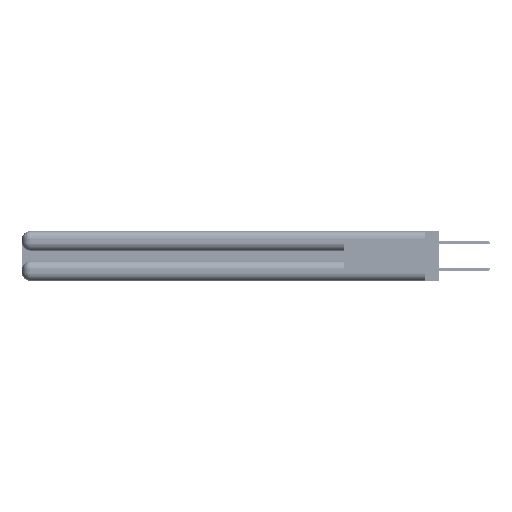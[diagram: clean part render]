
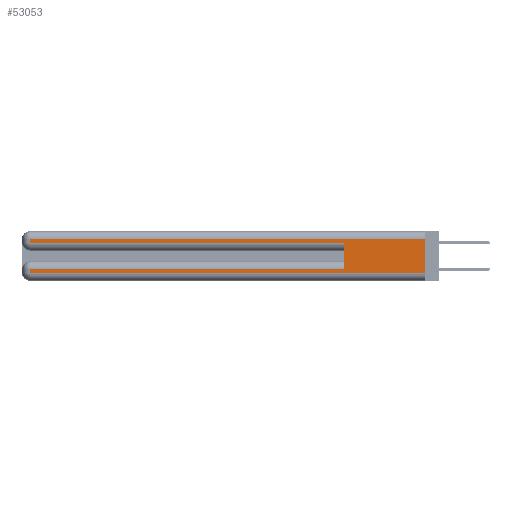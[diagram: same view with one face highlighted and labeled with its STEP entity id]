
A CAD part, left-side view. The second image highlights one B-rep face of the part: STEP entity #53053.
In plain terms, the highlighted planar face has unit normal (-1, 0, 0).
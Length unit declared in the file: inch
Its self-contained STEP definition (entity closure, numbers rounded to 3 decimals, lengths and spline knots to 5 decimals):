
#3264 = DIRECTION ( 'NONE',  ( 0., 0., -1. ) ) ;
#3483 = CARTESIAN_POINT ( 'NONE',  ( 0., 2.94, 0.31 ) ) ;
#3987 = CARTESIAN_POINT ( 'NONE',  ( 0., 0., 0.31 ) ) ;
#4348 = ORIENTED_EDGE ( 'NONE', *, *, #53850, .T. ) ;
#5577 = CARTESIAN_POINT ( 'NONE',  ( 0., 0.6, 0.085 ) ) ;
#6186 = VECTOR ( 'NONE', #6679, 39.37008 ) ;
#6378 = ORIENTED_EDGE ( 'NONE', *, *, #22450, .T. ) ;
#6679 = DIRECTION ( 'NONE',  ( 0., 0., -1. ) ) ;
#7522 = EDGE_CURVE ( 'NONE', #46984, #55219, #43088, .T. ) ;
#7673 = VECTOR ( 'NONE', #28071, 39.37008 ) ;
#10365 = LINE ( 'NONE', #50621, #6186 ) ;
#11362 = ORIENTED_EDGE ( 'NONE', *, *, #39242, .T. ) ;
#11383 = ORIENTED_EDGE ( 'NONE', *, *, #25800, .T. ) ;
#14344 = VERTEX_POINT ( 'NONE', #3987 ) ;
#14528 = VERTEX_POINT ( 'NONE', #49135 ) ;
#14589 = VERTEX_POINT ( 'NONE', #23182 ) ;
#14721 = CARTESIAN_POINT ( 'NONE',  ( 0., 2.94, 0.37 ) ) ;
#15088 = CARTESIAN_POINT ( 'NONE',  ( 0., 0., 0.31 ) ) ;
#15336 = AXIS2_PLACEMENT_3D ( 'NONE', #51603, #25309, #55967 ) ;
#16862 = VERTEX_POINT ( 'NONE', #3483 ) ;
#17517 = CARTESIAN_POINT ( 'NONE',  ( 0., 0., 0.06 ) ) ;
#19825 = VECTOR ( 'NONE', #39050, 39.37008 ) ;
#20655 = LINE ( 'NONE', #26004, #35541 ) ;
#20839 = PLANE ( 'NONE',  #15336 ) ;
#21977 = DIRECTION ( 'NONE',  ( 0., -1., 0. ) ) ;
#22450 = EDGE_CURVE ( 'NONE', #14344, #16862, #30149, .T. ) ;
#22712 = LINE ( 'NONE', #17517, #56337 ) ;
#23182 = CARTESIAN_POINT ( 'NONE',  ( 0., 2.94, 0.085 ) ) ;
#24269 = LINE ( 'NONE', #47314, #46278 ) ;
#25309 = DIRECTION ( 'NONE',  ( 1., 0., 0. ) ) ;
#25800 = EDGE_CURVE ( 'NONE', #14589, #14528, #24269, .T. ) ;
#26004 = CARTESIAN_POINT ( 'NONE',  ( 0., 0.6, 0.145 ) ) ;
#26022 = CARTESIAN_POINT ( 'NONE',  ( 0., 0., 0.085 ) ) ;
#27163 = EDGE_CURVE ( 'NONE', #14528, #31624, #22712, .T. ) ;
#28071 = DIRECTION ( 'NONE',  ( 0., 0., -1. ) ) ;
#29436 = ORIENTED_EDGE ( 'NONE', *, *, #41758, .F. ) ;
#30149 = LINE ( 'NONE', #15088, #31521 ) ;
#31231 = LINE ( 'NONE', #14721, #7673 ) ;
#31273 = DIRECTION ( 'NONE',  ( 0., -1., 0. ) ) ;
#31420 = VECTOR ( 'NONE', #31273, 39.37008 ) ;
#31521 = VECTOR ( 'NONE', #45925, 39.37008 ) ;
#31624 = VERTEX_POINT ( 'NONE', #51846 ) ;
#35541 = VECTOR ( 'NONE', #52260, 39.37008 ) ;
#35601 = CARTESIAN_POINT ( 'NONE',  ( 0., 2.94, 0.285 ) ) ;
#35638 = ORIENTED_EDGE ( 'NONE', *, *, #7522, .T. ) ;
#35644 = EDGE_LOOP ( 'NONE', ( #51867, #6378, #11362, #35638, #29436, #4348, #11383, #42940 ) ) ;
#36468 = FACE_OUTER_BOUND ( 'NONE', #35644, .T. ) ;
#39050 = DIRECTION ( 'NONE',  ( 0., 1., 0. ) ) ;
#39242 = EDGE_CURVE ( 'NONE', #16862, #46984, #31231, .T. ) ;
#40851 = EDGE_CURVE ( 'NONE', #14344, #31624, #10365, .T. ) ;
#41758 = EDGE_CURVE ( 'NONE', #47704, #55219, #20655, .T. ) ;
#42940 = ORIENTED_EDGE ( 'NONE', *, *, #27163, .T. ) ;
#43088 = LINE ( 'NONE', #53145, #31420 ) ;
#43882 = CARTESIAN_POINT ( 'NONE',  ( 0., 0.6, 0.285 ) ) ;
#45925 = DIRECTION ( 'NONE',  ( 0., 1., 0. ) ) ;
#46278 = VECTOR ( 'NONE', #3264, 39.37008 ) ;
#46984 = VERTEX_POINT ( 'NONE', #35601 ) ;
#47314 = CARTESIAN_POINT ( 'NONE',  ( 0., 2.94, 0.37 ) ) ;
#47704 = VERTEX_POINT ( 'NONE', #5577 ) ;
#49135 = CARTESIAN_POINT ( 'NONE',  ( 0., 2.94, 0.06 ) ) ;
#50621 = CARTESIAN_POINT ( 'NONE',  ( 0., 0., 0.37 ) ) ;
#51603 = CARTESIAN_POINT ( 'NONE',  ( 0., 0., 0.37 ) ) ;
#51846 = CARTESIAN_POINT ( 'NONE',  ( 0., 0., 0.06 ) ) ;
#51867 = ORIENTED_EDGE ( 'NONE', *, *, #40851, .F. ) ;
#52260 = DIRECTION ( 'NONE',  ( 0., 0., 1. ) ) ;
#53053 = ADVANCED_FACE ( 'NONE', ( #36468 ), #20839, .F. ) ;
#53145 = CARTESIAN_POINT ( 'NONE',  ( 0., 0., 0.285 ) ) ;
#53546 = LINE ( 'NONE', #26022, #19825 ) ;
#53850 = EDGE_CURVE ( 'NONE', #47704, #14589, #53546, .T. ) ;
#55219 = VERTEX_POINT ( 'NONE', #43882 ) ;
#55967 = DIRECTION ( 'NONE',  ( 0., 0., -1. ) ) ;
#56337 = VECTOR ( 'NONE', #21977, 39.37008 ) ;
